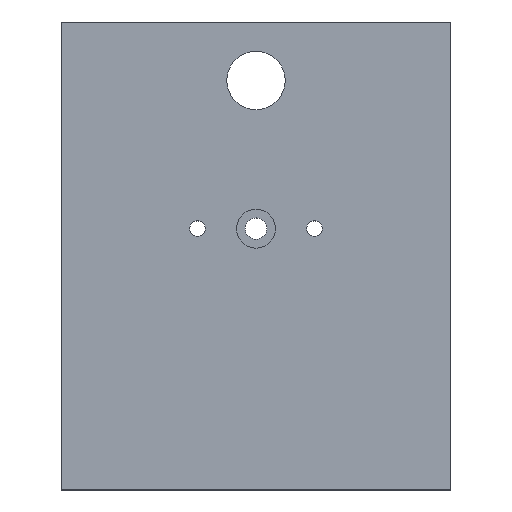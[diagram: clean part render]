
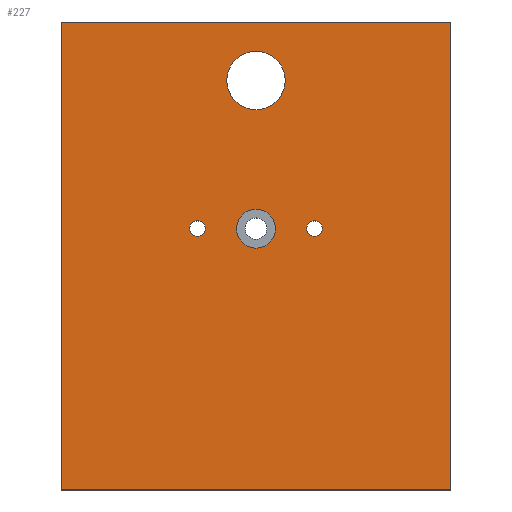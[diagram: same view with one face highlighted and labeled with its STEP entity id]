
A CAD part, top view. The second image highlights one B-rep face of the part: STEP entity #227.
In plain terms, the highlighted planar face has unit normal (0, 0, 1).
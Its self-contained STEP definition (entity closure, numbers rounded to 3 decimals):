
#1 = FACE_OUTER_BOUND ( 'NONE', #931, .T. ) ;
#6 = EDGE_CURVE ( 'NONE', #948, #686, #296, .T. ) ;
#11 = ORIENTED_EDGE ( 'NONE', *, *, #112, .F. ) ;
#26 = CARTESIAN_POINT ( 'NONE',  ( -15., 67., 10. ) ) ;
#48 = AXIS2_PLACEMENT_3D ( 'NONE', #494, #488, #159 ) ;
#55 = CARTESIAN_POINT ( 'NONE',  ( -7.5, 105., 10. ) ) ;
#57 = EDGE_LOOP ( 'NONE', ( #739, #190 ) ) ;
#60 = DIRECTION ( 'NONE',  ( 0., -1., 0. ) ) ;
#66 = AXIS2_PLACEMENT_3D ( 'NONE', #26, #357, #509 ) ;
#93 = ORIENTED_EDGE ( 'NONE', *, *, #407, .T. ) ;
#99 = CARTESIAN_POINT ( 'NONE',  ( 17., 67., 10. ) ) ;
#105 = ORIENTED_EDGE ( 'NONE', *, *, #387, .T. ) ;
#111 = CARTESIAN_POINT ( 'NONE',  ( -50., 0., 10. ) ) ;
#112 = EDGE_CURVE ( 'NONE', #437, #1030, #644, .T. ) ;
#119 = CARTESIAN_POINT ( 'NONE',  ( -50., 120., 10. ) ) ;
#150 = VERTEX_POINT ( 'NONE', #726 ) ;
#159 = DIRECTION ( 'NONE',  ( 1., 0., 0. ) ) ;
#189 = CARTESIAN_POINT ( 'NONE',  ( 7.5, 105., 10. ) ) ;
#190 = ORIENTED_EDGE ( 'NONE', *, *, #869, .F. ) ;
#198 = EDGE_CURVE ( 'NONE', #457, #271, #792, .T. ) ;
#213 = CARTESIAN_POINT ( 'NONE',  ( -13., 67., 10. ) ) ;
#222 = CIRCLE ( 'NONE', #66, 2. ) ;
#227 = ADVANCED_FACE ( 'NONE', ( #717, #409, #733, #233, #1 ), #652, .F. ) ;
#228 = DIRECTION ( 'NONE',  ( -1., 0., 0. ) ) ;
#233 = FACE_BOUND ( 'NONE', #798, .T. ) ;
#236 = DIRECTION ( 'NONE',  ( 1., 0., 0. ) ) ;
#243 = VECTOR ( 'NONE', #766, 1000. ) ;
#246 = EDGE_CURVE ( 'NONE', #839, #1000, #463, .T. ) ;
#250 = DIRECTION ( 'NONE',  ( 0., 0., 1. ) ) ;
#270 = CARTESIAN_POINT ( 'NONE',  ( 50., 0., 10. ) ) ;
#271 = VERTEX_POINT ( 'NONE', #189 ) ;
#282 = DIRECTION ( 'NONE',  ( 0., 0., 1. ) ) ;
#287 = LINE ( 'NONE', #119, #697 ) ;
#293 = VECTOR ( 'NONE', #999, 1000. ) ;
#294 = AXIS2_PLACEMENT_3D ( 'NONE', #492, #640, #236 ) ;
#296 = LINE ( 'NONE', #303, #577 ) ;
#297 = VERTEX_POINT ( 'NONE', #342 ) ;
#303 = CARTESIAN_POINT ( 'NONE',  ( -50., 0., 10. ) ) ;
#307 = AXIS2_PLACEMENT_3D ( 'NONE', #440, #677, #668 ) ;
#314 = EDGE_CURVE ( 'NONE', #271, #457, #1010, .T. ) ;
#319 = EDGE_CURVE ( 'NONE', #150, #894, #222, .T. ) ;
#327 = DIRECTION ( 'NONE',  ( 0., 0., -1. ) ) ;
#339 = CARTESIAN_POINT ( 'NONE',  ( -50., 120., 10. ) ) ;
#342 = CARTESIAN_POINT ( 'NONE',  ( 50., 120., 10. ) ) ;
#357 = DIRECTION ( 'NONE',  ( 0., 0., 1. ) ) ;
#358 = EDGE_LOOP ( 'NONE', ( #674, #11 ) ) ;
#378 = DIRECTION ( 'NONE',  ( 1., 0., 0. ) ) ;
#387 = EDGE_CURVE ( 'NONE', #511, #297, #987, .T. ) ;
#405 = ORIENTED_EDGE ( 'NONE', *, *, #820, .T. ) ;
#407 = EDGE_CURVE ( 'NONE', #297, #948, #287, .T. ) ;
#409 = FACE_BOUND ( 'NONE', #358, .T. ) ;
#413 = AXIS2_PLACEMENT_3D ( 'NONE', #756, #282, #505 ) ;
#437 = VERTEX_POINT ( 'NONE', #936 ) ;
#440 = CARTESIAN_POINT ( 'NONE',  ( 0., 67., 10. ) ) ;
#457 = VERTEX_POINT ( 'NONE', #55 ) ;
#463 = CIRCLE ( 'NONE', #307, 5. ) ;
#468 = EDGE_LOOP ( 'NONE', ( #860, #484 ) ) ;
#477 = CARTESIAN_POINT ( 'NONE',  ( 15., 67., 10. ) ) ;
#484 = ORIENTED_EDGE ( 'NONE', *, *, #319, .F. ) ;
#488 = DIRECTION ( 'NONE',  ( 0., 0., 1. ) ) ;
#492 = CARTESIAN_POINT ( 'NONE',  ( -15., 67., 10. ) ) ;
#494 = CARTESIAN_POINT ( 'NONE',  ( 15., 67., 10. ) ) ;
#505 = DIRECTION ( 'NONE',  ( 1., 0., 0. ) ) ;
#509 = DIRECTION ( 'NONE',  ( 1., 0., 0. ) ) ;
#511 = VERTEX_POINT ( 'NONE', #651 ) ;
#526 = CARTESIAN_POINT ( 'NONE',  ( -50., 0., 10. ) ) ;
#541 = ORIENTED_EDGE ( 'NONE', *, *, #314, .F. ) ;
#577 = VECTOR ( 'NONE', #60, 1000. ) ;
#583 = EDGE_CURVE ( 'NONE', #1030, #437, #880, .T. ) ;
#613 = CIRCLE ( 'NONE', #294, 2. ) ;
#614 = CARTESIAN_POINT ( 'NONE',  ( 0., 67., 10. ) ) ;
#626 = EDGE_CURVE ( 'NONE', #894, #150, #613, .T. ) ;
#638 = CARTESIAN_POINT ( 'NONE',  ( 5., 67., 10. ) ) ;
#640 = DIRECTION ( 'NONE',  ( 0., 0., 1. ) ) ;
#644 = CIRCLE ( 'NONE', #48, 2. ) ;
#646 = DIRECTION ( 'NONE',  ( -1., 0., 0. ) ) ;
#651 = CARTESIAN_POINT ( 'NONE',  ( 50., 0., 10. ) ) ;
#652 = PLANE ( 'NONE',  #976 ) ;
#668 = DIRECTION ( 'NONE',  ( 1., 0., 0. ) ) ;
#674 = ORIENTED_EDGE ( 'NONE', *, *, #583, .F. ) ;
#677 = DIRECTION ( 'NONE',  ( 0., 0., 1. ) ) ;
#686 = VERTEX_POINT ( 'NONE', #111 ) ;
#692 = LINE ( 'NONE', #526, #243 ) ;
#697 = VECTOR ( 'NONE', #228, 1000. ) ;
#717 = FACE_BOUND ( 'NONE', #468, .T. ) ;
#726 = CARTESIAN_POINT ( 'NONE',  ( -17., 67., 10. ) ) ;
#733 = FACE_BOUND ( 'NONE', #57, .T. ) ;
#739 = ORIENTED_EDGE ( 'NONE', *, *, #246, .F. ) ;
#756 = CARTESIAN_POINT ( 'NONE',  ( 0., 105., 10. ) ) ;
#765 = AXIS2_PLACEMENT_3D ( 'NONE', #614, #1003, #378 ) ;
#766 = DIRECTION ( 'NONE',  ( 1., 0., 0. ) ) ;
#792 = CIRCLE ( 'NONE', #878, 7.5 ) ;
#795 = DIRECTION ( 'NONE',  ( 0., 0., 1. ) ) ;
#797 = DIRECTION ( 'NONE',  ( 1., 0., 0. ) ) ;
#798 = EDGE_LOOP ( 'NONE', ( #541, #925 ) ) ;
#820 = EDGE_CURVE ( 'NONE', #686, #511, #692, .T. ) ;
#839 = VERTEX_POINT ( 'NONE', #638 ) ;
#860 = ORIENTED_EDGE ( 'NONE', *, *, #626, .F. ) ;
#869 = EDGE_CURVE ( 'NONE', #1000, #839, #881, .T. ) ;
#878 = AXIS2_PLACEMENT_3D ( 'NONE', #972, #250, #797 ) ;
#880 = CIRCLE ( 'NONE', #1027, 2. ) ;
#881 = CIRCLE ( 'NONE', #765, 5. ) ;
#892 = DIRECTION ( 'NONE',  ( 1., 0., 0. ) ) ;
#894 = VERTEX_POINT ( 'NONE', #213 ) ;
#925 = ORIENTED_EDGE ( 'NONE', *, *, #198, .F. ) ;
#931 = EDGE_LOOP ( 'NONE', ( #1025, #405, #105, #93 ) ) ;
#936 = CARTESIAN_POINT ( 'NONE',  ( 13., 67., 10. ) ) ;
#948 = VERTEX_POINT ( 'NONE', #339 ) ;
#972 = CARTESIAN_POINT ( 'NONE',  ( 0., 105., 10. ) ) ;
#974 = CARTESIAN_POINT ( 'NONE',  ( -5., 67., 10. ) ) ;
#976 = AXIS2_PLACEMENT_3D ( 'NONE', #1038, #327, #646 ) ;
#987 = LINE ( 'NONE', #270, #293 ) ;
#999 = DIRECTION ( 'NONE',  ( 0., 1., 0. ) ) ;
#1000 = VERTEX_POINT ( 'NONE', #974 ) ;
#1003 = DIRECTION ( 'NONE',  ( 0., 0., 1. ) ) ;
#1010 = CIRCLE ( 'NONE', #413, 7.5 ) ;
#1025 = ORIENTED_EDGE ( 'NONE', *, *, #6, .T. ) ;
#1027 = AXIS2_PLACEMENT_3D ( 'NONE', #477, #795, #892 ) ;
#1030 = VERTEX_POINT ( 'NONE', #99 ) ;
#1038 = CARTESIAN_POINT ( 'NONE',  ( 0., 0., 10. ) ) ;
